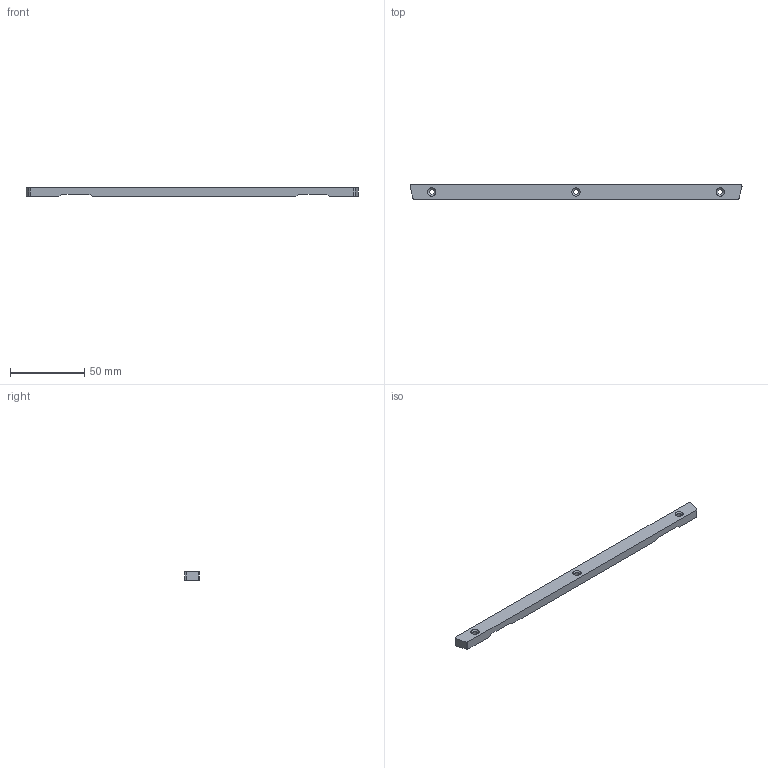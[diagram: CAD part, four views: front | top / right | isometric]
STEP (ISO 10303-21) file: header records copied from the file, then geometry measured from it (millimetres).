
FILE_DESCRIPTION (( 'STEP AP203' ), '1' );
FILE_NAME ('Ejector blade lip.STEP', '2022-06-12T13:32:04', ( '' ), ( '' ), 'SwSTEP 2.0', 'SolidWorks 2020', '' );
FILE_SCHEMA (( 'CONFIG_CONTROL_DESIGN' ));
Length unit declared in the file: millimetre
Products named in the file (1): Ejector blade lip
Bounding box: 224.28 x 10 x 6 mm (x, y, z)
Volume: 12376.6 mm3; surface area: 7326.1 mm2
Topology: 1 solids, 1 shells, 52 faces, 135 edges, 88 vertices
Faces by surface type: plane 35, cylinder 11, cone 6
Entity records: 1668 total; most frequent: CARTESIAN_POINT 276, ORIENTED_EDGE 270, DIRECTION 269, EDGE_CURVE 135, LINE 107, VECTOR 107, VERTEX_POINT 88, AXIS2_PLACEMENT_3D 81
